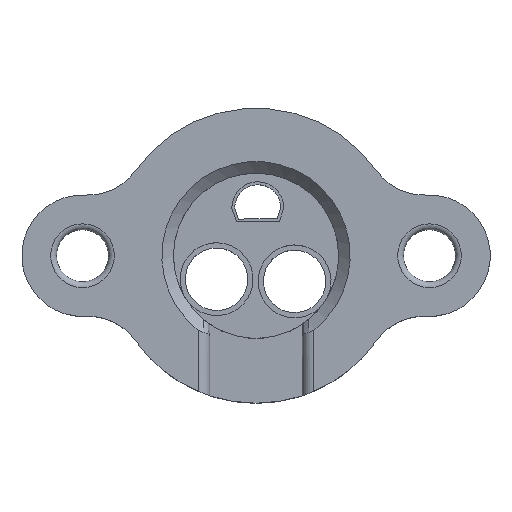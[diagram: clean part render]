
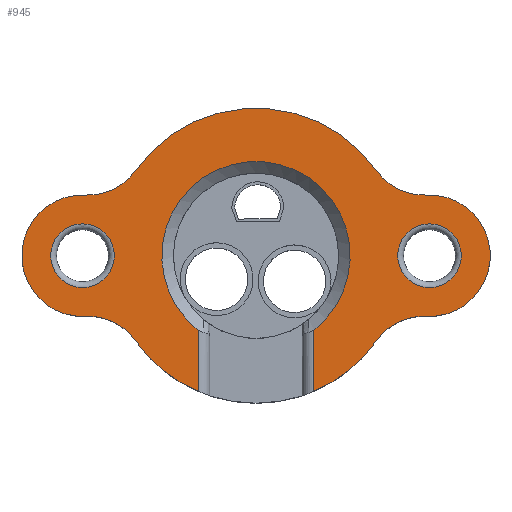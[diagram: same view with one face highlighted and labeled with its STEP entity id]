
A CAD part, top view. The second image highlights one B-rep face of the part: STEP entity #945.
In plain terms, the highlighted planar face has unit normal (0, 0, 1).
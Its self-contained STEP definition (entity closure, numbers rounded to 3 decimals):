
#20=FACE_BOUND('',#179,.T.);
#21=FACE_BOUND('',#180,.T.);
#35=CIRCLE('',#1002,8.142);
#36=CIRCLE('',#1003,12.75);
#37=CIRCLE('',#1004,5.);
#38=CIRCLE('',#1005,5.25);
#39=CIRCLE('',#1006,5.);
#40=CIRCLE('',#1007,12.75);
#41=CIRCLE('',#1008,5.);
#42=CIRCLE('',#1009,5.25);
#43=CIRCLE('',#1010,5.);
#44=CIRCLE('',#1011,12.75);
#45=CIRCLE('',#1012,2.75);
#46=CIRCLE('',#1013,2.75);
#94=PLANE('',#1001);
#123=FACE_OUTER_BOUND('',#178,.T.);
#178=EDGE_LOOP('',(#641,#642,#643,#644,#645,#646,#647,#648,#649,#650,#651,
#652));
#179=EDGE_LOOP('',(#653));
#180=EDGE_LOOP('',(#654));
#268=LINE('',#1393,#331);
#270=LINE('',#1494,#333);
#331=VECTOR('',#1112,10.);
#333=VECTOR('',#1118,10.);
#394=VERTEX_POINT('',#1391);
#395=VERTEX_POINT('',#1392);
#401=VERTEX_POINT('',#1491);
#402=VERTEX_POINT('',#1493);
#403=VERTEX_POINT('',#1495);
#404=VERTEX_POINT('',#1497);
#405=VERTEX_POINT('',#1499);
#406=VERTEX_POINT('',#1501);
#407=VERTEX_POINT('',#1503);
#408=VERTEX_POINT('',#1505);
#409=VERTEX_POINT('',#1507);
#410=VERTEX_POINT('',#1509);
#411=VERTEX_POINT('',#1512);
#412=VERTEX_POINT('',#1514);
#488=EDGE_CURVE('',#394,#395,#268,.T.);
#496=EDGE_CURVE('',#401,#394,#35,.T.);
#497=EDGE_CURVE('',#402,#401,#270,.T.);
#498=EDGE_CURVE('',#403,#402,#36,.T.);
#499=EDGE_CURVE('',#404,#403,#37,.T.);
#500=EDGE_CURVE('',#404,#405,#38,.T.);
#501=EDGE_CURVE('',#406,#405,#39,.T.);
#502=EDGE_CURVE('',#406,#407,#40,.T.);
#503=EDGE_CURVE('',#408,#407,#41,.T.);
#504=EDGE_CURVE('',#408,#409,#42,.T.);
#505=EDGE_CURVE('',#410,#409,#43,.T.);
#506=EDGE_CURVE('',#395,#410,#44,.T.);
#507=EDGE_CURVE('',#411,#411,#45,.T.);
#508=EDGE_CURVE('',#412,#412,#46,.T.);
#641=ORIENTED_EDGE('',*,*,#488,.F.);
#642=ORIENTED_EDGE('',*,*,#496,.F.);
#643=ORIENTED_EDGE('',*,*,#497,.F.);
#644=ORIENTED_EDGE('',*,*,#498,.F.);
#645=ORIENTED_EDGE('',*,*,#499,.F.);
#646=ORIENTED_EDGE('',*,*,#500,.T.);
#647=ORIENTED_EDGE('',*,*,#501,.F.);
#648=ORIENTED_EDGE('',*,*,#502,.T.);
#649=ORIENTED_EDGE('',*,*,#503,.F.);
#650=ORIENTED_EDGE('',*,*,#504,.T.);
#651=ORIENTED_EDGE('',*,*,#505,.F.);
#652=ORIENTED_EDGE('',*,*,#506,.F.);
#653=ORIENTED_EDGE('',*,*,#507,.F.);
#654=ORIENTED_EDGE('',*,*,#508,.F.);
#945=ADVANCED_FACE('',(#123,#20,#21),#94,.T.);
#1001=AXIS2_PLACEMENT_3D('',#1490,#1114,#1115);
#1002=AXIS2_PLACEMENT_3D('',#1492,#1116,#1117);
#1003=AXIS2_PLACEMENT_3D('',#1496,#1119,#1120);
#1004=AXIS2_PLACEMENT_3D('',#1498,#1121,#1122);
#1005=AXIS2_PLACEMENT_3D('',#1500,#1123,#1124);
#1006=AXIS2_PLACEMENT_3D('',#1502,#1125,#1126);
#1007=AXIS2_PLACEMENT_3D('',#1504,#1127,#1128);
#1008=AXIS2_PLACEMENT_3D('',#1506,#1129,#1130);
#1009=AXIS2_PLACEMENT_3D('',#1508,#1131,#1132);
#1010=AXIS2_PLACEMENT_3D('',#1510,#1133,#1134);
#1011=AXIS2_PLACEMENT_3D('',#1511,#1135,#1136);
#1012=AXIS2_PLACEMENT_3D('',#1513,#1137,#1138);
#1013=AXIS2_PLACEMENT_3D('',#1515,#1139,#1140);
#1112=DIRECTION('',(0.,-1.,0.));
#1114=DIRECTION('center_axis',(0.,0.,1.));
#1115=DIRECTION('ref_axis',(1.,0.,0.));
#1116=DIRECTION('center_axis',(0.,0.,1.));
#1117=DIRECTION('ref_axis',(-1.,0.,0.));
#1118=DIRECTION('',(0.,1.,0.));
#1119=DIRECTION('center_axis',(0.,0.,-1.));
#1120=DIRECTION('ref_axis',(-1.,0.,0.));
#1121=DIRECTION('center_axis',(0.,0.,1.));
#1122=DIRECTION('ref_axis',(-0.438,0.899,0.));
#1123=DIRECTION('center_axis',(0.,0.,1.));
#1124=DIRECTION('ref_axis',(-1.,0.,0.));
#1125=DIRECTION('center_axis',(0.,0.,1.));
#1126=DIRECTION('ref_axis',(-0.438,-0.899,0.));
#1127=DIRECTION('center_axis',(0.,0.,1.));
#1128=DIRECTION('ref_axis',(-1.,0.,0.));
#1129=DIRECTION('center_axis',(0.,0.,1.));
#1130=DIRECTION('ref_axis',(0.438,-0.899,0.));
#1131=DIRECTION('center_axis',(0.,0.,1.));
#1132=DIRECTION('ref_axis',(-1.,0.,0.));
#1133=DIRECTION('center_axis',(0.,0.,1.));
#1134=DIRECTION('ref_axis',(0.438,0.899,0.));
#1135=DIRECTION('center_axis',(0.,0.,-1.));
#1136=DIRECTION('ref_axis',(-1.,0.,0.));
#1137=DIRECTION('center_axis',(0.,0.,1.));
#1138=DIRECTION('ref_axis',(-1.,0.,0.));
#1139=DIRECTION('center_axis',(0.,0.,1.));
#1140=DIRECTION('ref_axis',(-1.,0.,0.));
#1391=CARTESIAN_POINT('',(79.797,116.765,8.324));
#1392=CARTESIAN_POINT('',(79.797,111.462,8.324));
#1393=CARTESIAN_POINT('',(79.797,117.138,8.324));
#1490=CARTESIAN_POINT('Origin',(84.797,123.191,8.324));
#1491=CARTESIAN_POINT('',(89.796,116.765,8.324));
#1492=CARTESIAN_POINT('Origin',(84.797,123.191,8.324));
#1493=CARTESIAN_POINT('',(89.796,111.462,8.324));
#1494=CARTESIAN_POINT('',(89.796,121.116,8.324));
#1495=CARTESIAN_POINT('',(95.212,115.837,8.324));
#1496=CARTESIAN_POINT('Origin',(84.797,123.191,8.324));
#1497=CARTESIAN_POINT('',(99.541,117.947,8.324));
#1498=CARTESIAN_POINT('Origin',(99.297,112.953,8.324));
#1499=CARTESIAN_POINT('',(99.541,128.435,8.324));
#1500=CARTESIAN_POINT('Origin',(99.797,123.191,8.324));
#1501=CARTESIAN_POINT('',(95.212,130.545,8.324));
#1502=CARTESIAN_POINT('Origin',(99.297,133.429,8.324));
#1503=CARTESIAN_POINT('',(74.381,130.545,8.324));
#1504=CARTESIAN_POINT('Origin',(84.797,123.191,8.324));
#1505=CARTESIAN_POINT('',(70.053,128.435,8.324));
#1506=CARTESIAN_POINT('Origin',(70.297,133.429,8.324));
#1507=CARTESIAN_POINT('',(70.053,117.947,8.324));
#1508=CARTESIAN_POINT('Origin',(69.797,123.191,8.324));
#1509=CARTESIAN_POINT('',(74.381,115.837,8.324));
#1510=CARTESIAN_POINT('Origin',(70.297,112.953,8.324));
#1511=CARTESIAN_POINT('Origin',(84.797,123.191,8.324));
#1512=CARTESIAN_POINT('',(72.547,123.191,8.324));
#1513=CARTESIAN_POINT('Origin',(69.797,123.191,8.324));
#1514=CARTESIAN_POINT('',(102.547,123.191,8.324));
#1515=CARTESIAN_POINT('Origin',(99.797,123.191,8.324));
